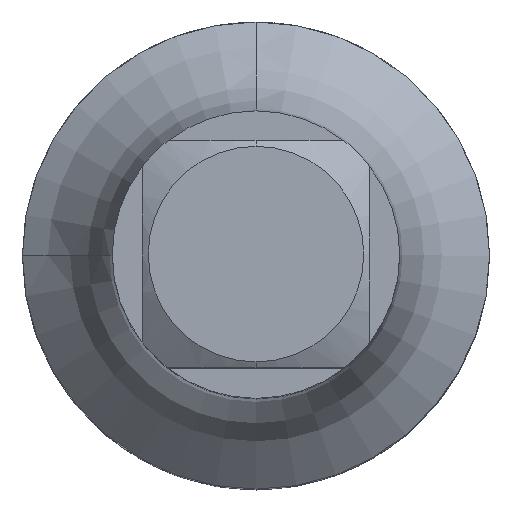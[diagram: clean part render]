
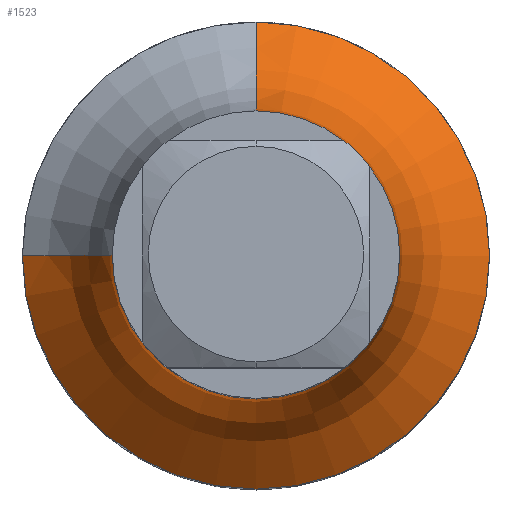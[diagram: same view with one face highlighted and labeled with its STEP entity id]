
A CAD part, top view. The second image highlights one B-rep face of the part: STEP entity #1523.
In plain terms, the highlighted toroidal (fillet/blend) face has major radius 18 mm and minor radius 10 mm.
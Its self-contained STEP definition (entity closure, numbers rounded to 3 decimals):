
#83=CARTESIAN_POINT('',(0.,0.,19.));
#84=DIRECTION('',(0.,0.,1.));
#85=DIRECTION('',(1.,0.,0.));
#86=AXIS2_PLACEMENT_3D('',#83,#84,#85);
#364=CARTESIAN_POINT('',(0.,0.,27.66));
#365=DIRECTION('',(0.,0.,1.));
#366=DIRECTION('',(0.,-1.,0.));
#367=AXIS2_PLACEMENT_3D('',#364,#365,#366);
#372=CARTESIAN_POINT('',(0.,0.,19.));
#373=DIRECTION('',(0.,0.,-1.));
#374=DIRECTION('',(1.,0.,0.));
#375=AXIS2_PLACEMENT_3D('',#372,#373,#374);
#380=CARTESIAN_POINT('',(-18.,0.,27.66));
#381=DIRECTION('',(0.,-1.,0.));
#382=DIRECTION('',(0.5,0.,-0.866));
#383=AXIS2_PLACEMENT_3D('',#380,#381,#382);
#621=CARTESIAN_POINT('',(0.,0.,27.66));
#622=DIRECTION('',(0.,0.,1.));
#623=DIRECTION('',(-1.,0.,0.));
#624=AXIS2_PLACEMENT_3D('',#621,#622,#623);
#668=CARTESIAN_POINT('',(0.,18.,27.66));
#669=DIRECTION('',(-1.,0.,0.));
#670=DIRECTION('',(0.,-0.5,-0.866));
#671=AXIS2_PLACEMENT_3D('',#668,#669,#670);
#1262=CARTESIAN_POINT('',(13.,0.,19.));
#1263=CARTESIAN_POINT('',(0.,13.,19.));
#1264=VERTEX_POINT('',#1262);
#1265=VERTEX_POINT('',#1263);
#1266=CARTESIAN_POINT('',(-13.,0.,19.));
#1267=VERTEX_POINT('',#1266);
#1268=CARTESIAN_POINT('',(0.,8.,27.66));
#1269=CARTESIAN_POINT('',(-8.,0.,27.66));
#1270=VERTEX_POINT('',#1268);
#1271=VERTEX_POINT('',#1269);
#1272=CARTESIAN_POINT('',(0.,-8.,27.66));
#1273=VERTEX_POINT('',#1272);
#1506=CARTESIAN_POINT('',(0.,0.,27.66));
#1507=DIRECTION('',(0.,0.,1.));
#1508=DIRECTION('',(-0.014,-1.,0.));
#1509=AXIS2_PLACEMENT_3D('',#1506,#1507,#1508);
#1510=TOROIDAL_SURFACE('',#1509,18.,10.);
#1512=ORIENTED_EDGE('',*,*,#1511,.T.);
#1514=ORIENTED_EDGE('',*,*,#1513,.F.);
#1515=ORIENTED_EDGE('',*,*,#1371,.F.);
#1516=ORIENTED_EDGE('',*,*,#1474,.T.);
#1518=ORIENTED_EDGE('',*,*,#1517,.T.);
#1520=ORIENTED_EDGE('',*,*,#1519,.T.);
#1521=EDGE_LOOP('',(#1512,#1514,#1515,#1516,#1518,#1520));
#1522=FACE_OUTER_BOUND('',#1521,.F.);
#1523=ADVANCED_FACE('',(#1522),#1510,.F.);
#87=CIRCLE('',#86,13.);
#368=CIRCLE('',#367,8.);
#376=CIRCLE('',#375,13.);
#384=CIRCLE('',#383,10.);
#625=CIRCLE('',#624,8.);
#672=CIRCLE('',#671,10.);
#1371=EDGE_CURVE('',#1264,#1265,#87,.T.);
#1474=EDGE_CURVE('',#1264,#1267,#376,.T.);
#1511=EDGE_CURVE('',#1273,#1270,#368,.T.);
#1513=EDGE_CURVE('',#1265,#1270,#672,.T.);
#1517=EDGE_CURVE('',#1267,#1271,#384,.T.);
#1519=EDGE_CURVE('',#1271,#1273,#625,.T.);
